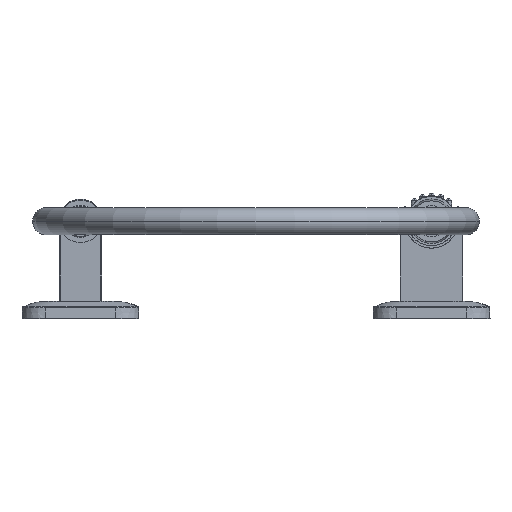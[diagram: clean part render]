
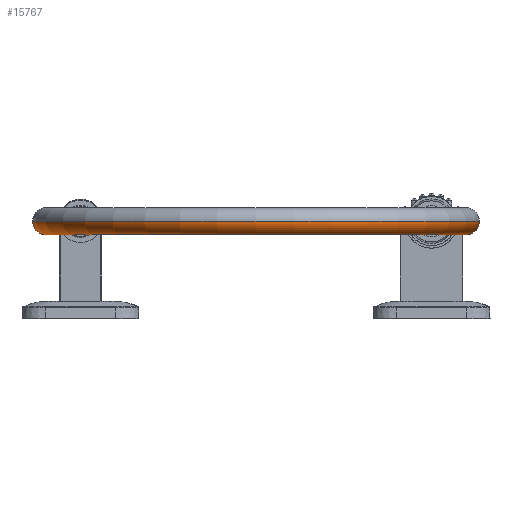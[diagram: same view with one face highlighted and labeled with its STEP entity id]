
A CAD part, front view. The second image highlights one B-rep face of the part: STEP entity #15767.
In plain terms, the highlighted toroidal (fillet/blend) face has major radius 107.5 mm and minor radius 7 mm.
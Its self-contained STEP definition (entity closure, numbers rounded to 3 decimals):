
#291 = ORIENTED_EDGE ( 'NONE', *, *, #18077, .F. ) ;
#637 = ORIENTED_EDGE ( 'NONE', *, *, #4745, .T. ) ;
#1338 = EDGE_CURVE ( 'NONE', #6012, #7497, #8061, .T. ) ;
#1933 = DIRECTION ( 'NONE',  ( 0., 0., -1. ) ) ;
#2662 = DIRECTION ( 'NONE',  ( 0., 0., -1. ) ) ;
#2702 = CIRCLE ( 'NONE', #3299, 7. ) ;
#2881 = CARTESIAN_POINT ( 'NONE',  ( 10.5, -480., 0. ) ) ;
#3299 = AXIS2_PLACEMENT_3D ( 'NONE', #12322, #16666, #2662 ) ;
#3337 = TOROIDAL_SURFACE ( 'NONE', #11282, 107.5, 7. ) ;
#3431 = ORIENTED_EDGE ( 'NONE', *, *, #1338, .F. ) ;
#3981 = CARTESIAN_POINT ( 'NONE',  ( 17.5, -480., 0. ) ) ;
#4745 = EDGE_CURVE ( 'NONE', #5270, #10523, #7285, .T. ) ;
#5270 = VERTEX_POINT ( 'NONE', #9538 ) ;
#5803 = CARTESIAN_POINT ( 'NONE',  ( -204.5, -480., 0. ) ) ;
#6012 = VERTEX_POINT ( 'NONE', #2881 ) ;
#6204 = EDGE_LOOP ( 'NONE', ( #291, #637, #10528, #3431 ) ) ;
#6627 = DIRECTION ( 'NONE',  ( 0., 0., -1. ) ) ;
#6814 = DIRECTION ( 'NONE',  ( -1., 0., 0. ) ) ;
#7285 = CIRCLE ( 'NONE', #11675, 114.5 ) ;
#7497 = VERTEX_POINT ( 'NONE', #9580 ) ;
#7583 = DIRECTION ( 'NONE',  ( 0., 0., -1. ) ) ;
#8061 = CIRCLE ( 'NONE', #17455, 100.5 ) ;
#9149 = CARTESIAN_POINT ( 'NONE',  ( -90., -480., 0. ) ) ;
#9538 = CARTESIAN_POINT ( 'NONE',  ( 24.5, -480., 0. ) ) ;
#9580 = CARTESIAN_POINT ( 'NONE',  ( -190.5, -480., 0. ) ) ;
#10132 = FACE_OUTER_BOUND ( 'NONE', #6204, .T. ) ;
#10523 = VERTEX_POINT ( 'NONE', #5803 ) ;
#10528 = ORIENTED_EDGE ( 'NONE', *, *, #12264, .T. ) ;
#11282 = AXIS2_PLACEMENT_3D ( 'NONE', #14523, #1933, #13421 ) ;
#11675 = AXIS2_PLACEMENT_3D ( 'NONE', #9149, #7583, #13375 ) ;
#12264 = EDGE_CURVE ( 'NONE', #10523, #7497, #2702, .T. ) ;
#12322 = CARTESIAN_POINT ( 'NONE',  ( -197.5, -480., 0. ) ) ;
#12516 = DIRECTION ( 'NONE',  ( 0., 1., 0. ) ) ;
#12662 = CIRCLE ( 'NONE', #14117, 7. ) ;
#13375 = DIRECTION ( 'NONE',  ( -1., 0., 0. ) ) ;
#13421 = DIRECTION ( 'NONE',  ( -1., 0., 0. ) ) ;
#14117 = AXIS2_PLACEMENT_3D ( 'NONE', #3981, #12516, #6814 ) ;
#14523 = CARTESIAN_POINT ( 'NONE',  ( -90., -480., 0. ) ) ;
#15083 = CARTESIAN_POINT ( 'NONE',  ( -90., -480., 0. ) ) ;
#15767 = ADVANCED_FACE ( 'NONE', ( #10132 ), #3337, .T. ) ;
#16570 = DIRECTION ( 'NONE',  ( -1., 0., 0. ) ) ;
#16666 = DIRECTION ( 'NONE',  ( 0., -1., 0. ) ) ;
#17455 = AXIS2_PLACEMENT_3D ( 'NONE', #15083, #6627, #16570 ) ;
#18077 = EDGE_CURVE ( 'NONE', #5270, #6012, #12662, .T. ) ;
